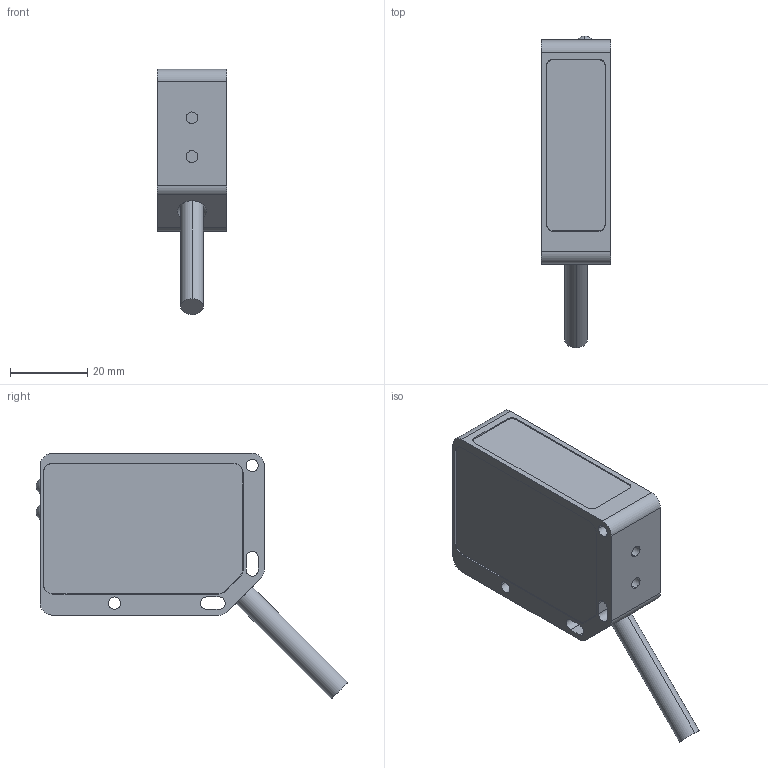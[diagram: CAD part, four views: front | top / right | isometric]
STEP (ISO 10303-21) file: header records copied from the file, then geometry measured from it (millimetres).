
FILE_DESCRIPTION((''),'2;1');
FILE_NAME('188709_ASM','2015-11-06T',('pdmadmin'),(''),'PRO/ENGINEER BY PARAMETRIC TECHNOLOGY CORPORATION, 2013230','PRO/ENGINEER BY PARAMETRIC TECHNOLOGY CORPORATION, 2013230','');
FILE_SCHEMA(('CONFIG_CONTROL_DESIGN'));
Length unit declared in the file: inch
Products named in the file (7): 45488; 45493; 44169; 45492; POTREC; 67202_AF1; 188709_ASM
Assembly tree (6 placements, depth 2):
  188709_ASM
    45488
    45493
    44169
    45492
    POTREC
    67202_AF1
Bounding box: 18.01 x 80.66 x 63.54 mm (x, y, z)
Volume: 17041.2 mm3; surface area: 18192.2 mm2
Topology: 6 solids, 6 shells, 283 faces, 748 edges, 489 vertices
Faces by surface type: plane 169, cylinder 102, sphere 8, cone 4
Entity records: 8946 total; most frequent: DIRECTION 1558, CARTESIAN_POINT 1543, ORIENTED_EDGE 1480, EDGE_CURVE 740, AXIS2_PLACEMENT_3D 526, VECTOR 506, LINE 506, VERTEX_POINT 489
